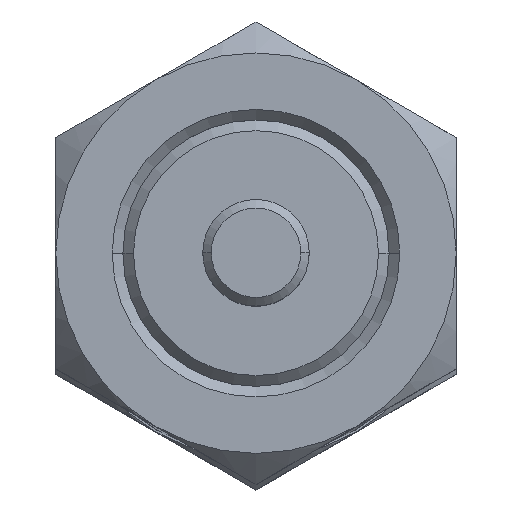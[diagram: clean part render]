
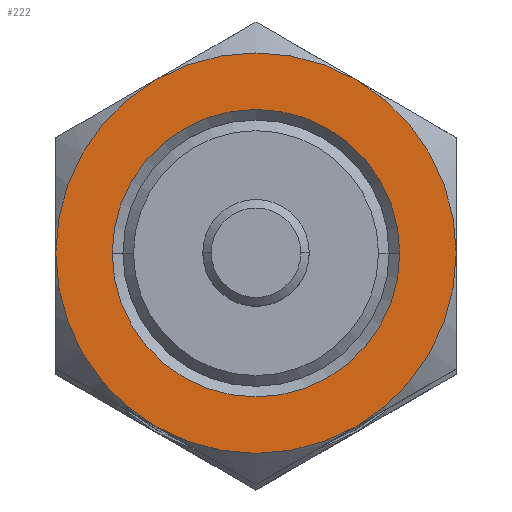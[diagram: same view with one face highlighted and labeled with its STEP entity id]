
A CAD part, top view. The second image highlights one B-rep face of the part: STEP entity #222.
In plain terms, the highlighted planar face has unit normal (0, 0, 1).
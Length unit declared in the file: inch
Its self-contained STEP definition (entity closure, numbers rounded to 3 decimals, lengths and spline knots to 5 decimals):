
#69 = ORIENTED_EDGE ( 'NONE', *, *, #2883, .T. ) ;
#70 = CIRCLE ( 'NONE', #2296, 0.3375 ) ;
#89 = CARTESIAN_POINT ( 'NONE',  ( 0.235, -0.40703, 0.19 ) ) ;
#93 = VERTEX_POINT ( 'NONE', #1860 ) ;
#132 = PLANE ( 'NONE',  #3544 ) ;
#222 = ADVANCED_FACE ( 'NONE', ( #1064, #294 ), #132, .F. ) ;
#238 = AXIS2_PLACEMENT_3D ( 'NONE', #2168, #490, #2451 ) ;
#294 = FACE_OUTER_BOUND ( 'NONE', #809, .T. ) ;
#490 = DIRECTION ( 'NONE',  ( 0., 0., -1. ) ) ;
#542 = VERTEX_POINT ( 'NONE', #873 ) ;
#664 = CIRCLE ( 'NONE', #2527, 0.47 ) ;
#681 = DIRECTION ( 'NONE',  ( 0., 0., -1. ) ) ;
#728 = CARTESIAN_POINT ( 'NONE',  ( 0.47, 0.81406, 0.19 ) ) ;
#809 = EDGE_LOOP ( 'NONE', ( #2370, #814, #3659, #1099, #3267, #2277 ) ) ;
#814 = ORIENTED_EDGE ( 'NONE', *, *, #1453, .F. ) ;
#873 = CARTESIAN_POINT ( 'NONE',  ( 0.235, 0.40703, 0.19 ) ) ;
#926 = VERTEX_POINT ( 'NONE', #89 ) ;
#1001 = EDGE_CURVE ( 'NONE', #2642, #542, #3242, .T. ) ;
#1007 = DIRECTION ( 'NONE',  ( -1., 0., 0. ) ) ;
#1057 = CARTESIAN_POINT ( 'NONE',  ( 0., 0., 0.19 ) ) ;
#1064 = FACE_BOUND ( 'NONE', #2912, .T. ) ;
#1099 = ORIENTED_EDGE ( 'NONE', *, *, #3405, .F. ) ;
#1300 = AXIS2_PLACEMENT_3D ( 'NONE', #3041, #1355, #3320 ) ;
#1344 = DIRECTION ( 'NONE',  ( -1., 0., 0. ) ) ;
#1355 = DIRECTION ( 'NONE',  ( 0., 0., 1. ) ) ;
#1429 = VERTEX_POINT ( 'NONE', #2567 ) ;
#1453 = EDGE_CURVE ( 'NONE', #2426, #1429, #2524, .T. ) ;
#1456 = CIRCLE ( 'NONE', #3601, 0.3375 ) ;
#1477 = DIRECTION ( 'NONE',  ( 0., 0., -1. ) ) ;
#1524 = CARTESIAN_POINT ( 'NONE',  ( 0., 0., 0.19 ) ) ;
#1550 = DIRECTION ( 'NONE',  ( 0., 0., -1. ) ) ;
#1565 = DIRECTION ( 'NONE',  ( 0., 0., -1. ) ) ;
#1682 = VERTEX_POINT ( 'NONE', #3244 ) ;
#1796 = DIRECTION ( 'NONE',  ( -1., 0., 0. ) ) ;
#1860 = CARTESIAN_POINT ( 'NONE',  ( 0.47, 0., 0.19 ) ) ;
#1876 = AXIS2_PLACEMENT_3D ( 'NONE', #3153, #1477, #3440 ) ;
#1934 = ORIENTED_EDGE ( 'NONE', *, *, #2040, .T. ) ;
#2040 = EDGE_CURVE ( 'NONE', #1682, #2056, #70, .T. ) ;
#2056 = VERTEX_POINT ( 'NONE', #2122 ) ;
#2060 = CIRCLE ( 'NONE', #1300, 0.47 ) ;
#2122 = CARTESIAN_POINT ( 'NONE',  ( 0.3375, 0., 0.19 ) ) ;
#2168 = CARTESIAN_POINT ( 'NONE',  ( 0., 0., 0.19 ) ) ;
#2191 = EDGE_CURVE ( 'NONE', #93, #542, #2060, .T. ) ;
#2277 = ORIENTED_EDGE ( 'NONE', *, *, #1001, .F. ) ;
#2296 = AXIS2_PLACEMENT_3D ( 'NONE', #3238, #1565, #3531 ) ;
#2351 = CARTESIAN_POINT ( 'NONE',  ( 0., 0., 0.19 ) ) ;
#2370 = ORIENTED_EDGE ( 'NONE', *, *, #3446, .F. ) ;
#2426 = VERTEX_POINT ( 'NONE', #2851 ) ;
#2451 = DIRECTION ( 'NONE',  ( -1., 0., 0. ) ) ;
#2524 = CIRCLE ( 'NONE', #1876, 0.47 ) ;
#2527 = AXIS2_PLACEMENT_3D ( 'NONE', #1524, #3485, #1796 ) ;
#2567 = CARTESIAN_POINT ( 'NONE',  ( -0.47, 0., 0.19 ) ) ;
#2570 = EDGE_CURVE ( 'NONE', #926, #2426, #2820, .T. ) ;
#2642 = VERTEX_POINT ( 'NONE', #2666 ) ;
#2646 = DIRECTION ( 'NONE',  ( -1., 0., 0. ) ) ;
#2666 = CARTESIAN_POINT ( 'NONE',  ( -0.235, 0.40703, 0.19 ) ) ;
#2690 = DIRECTION ( 'NONE',  ( 0., 0., -1. ) ) ;
#2820 = CIRCLE ( 'NONE', #2920, 0.47 ) ;
#2851 = CARTESIAN_POINT ( 'NONE',  ( -0.235, -0.40703, 0.19 ) ) ;
#2883 = EDGE_CURVE ( 'NONE', #2056, #1682, #1456, .T. ) ;
#2912 = EDGE_LOOP ( 'NONE', ( #69, #1934 ) ) ;
#2920 = AXIS2_PLACEMENT_3D ( 'NONE', #2351, #681, #2646 ) ;
#3025 = DIRECTION ( 'NONE',  ( 0., 0., -1. ) ) ;
#3041 = CARTESIAN_POINT ( 'NONE',  ( 0., 0., 0.19 ) ) ;
#3153 = CARTESIAN_POINT ( 'NONE',  ( 0., 0., 0.19 ) ) ;
#3227 = CARTESIAN_POINT ( 'NONE',  ( 0., 0., 0.19 ) ) ;
#3238 = CARTESIAN_POINT ( 'NONE',  ( 0., 0., 0.19 ) ) ;
#3242 = CIRCLE ( 'NONE', #238, 0.47 ) ;
#3244 = CARTESIAN_POINT ( 'NONE',  ( -0.3375, 0., 0.19 ) ) ;
#3267 = ORIENTED_EDGE ( 'NONE', *, *, #2191, .T. ) ;
#3320 = DIRECTION ( 'NONE',  ( 1., 0., 0. ) ) ;
#3394 = CIRCLE ( 'NONE', #3648, 0.47 ) ;
#3405 = EDGE_CURVE ( 'NONE', #93, #926, #664, .T. ) ;
#3440 = DIRECTION ( 'NONE',  ( -1., 0., 0. ) ) ;
#3446 = EDGE_CURVE ( 'NONE', #1429, #2642, #3394, .T. ) ;
#3485 = DIRECTION ( 'NONE',  ( 0., 0., -1. ) ) ;
#3503 = DIRECTION ( 'NONE',  ( -1., 0., 0. ) ) ;
#3531 = DIRECTION ( 'NONE',  ( -1., 0., 0. ) ) ;
#3544 = AXIS2_PLACEMENT_3D ( 'NONE', #728, #2690, #1007 ) ;
#3601 = AXIS2_PLACEMENT_3D ( 'NONE', #1057, #3025, #1344 ) ;
#3648 = AXIS2_PLACEMENT_3D ( 'NONE', #3227, #1550, #3503 ) ;
#3659 = ORIENTED_EDGE ( 'NONE', *, *, #2570, .F. ) ;
